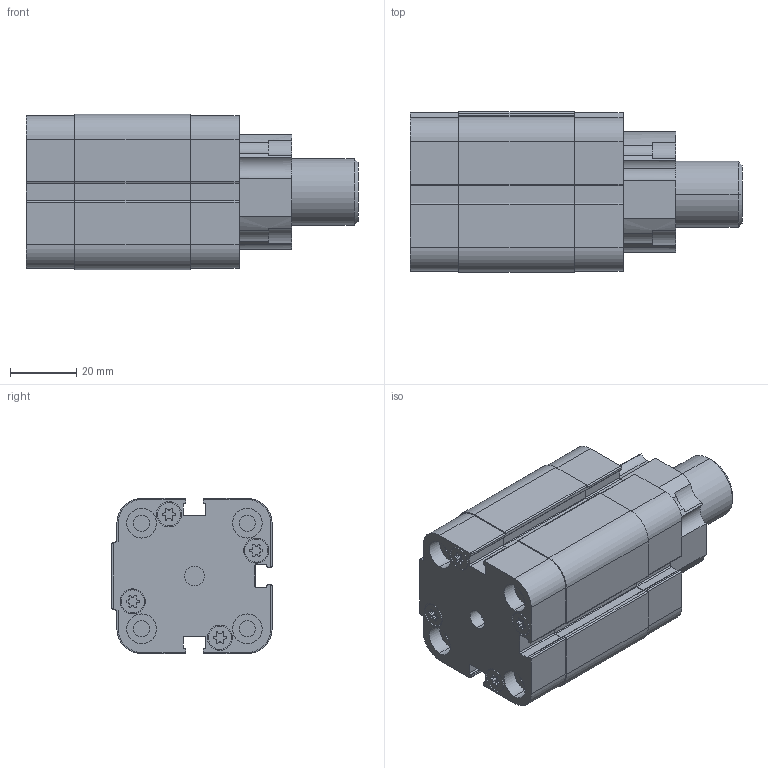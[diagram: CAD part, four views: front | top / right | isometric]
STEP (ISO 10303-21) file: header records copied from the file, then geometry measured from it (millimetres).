
FILE_DESCRIPTION(('HOOPS Exchange Step'),'2;1');
FILE_NAME('export-7DFD2F0C-0954-4A94-8C17-E6628B0C6E52.stp','2023-02-04T15:05:42+01:00',('Engineering'),('Alibre'),'HOOPS Exchange 2021.0','Alibre','Unknown authorisation');
FILE_SCHEMA( ('AP242_MANAGED_MODEL_BASED_3D_ENGINEERING_MIM_LF {1 0 10303 442 1 1 4 }') );
Length unit declared in the file: millimetre
Products named in the file (5): 6248-2 23B0320020XP Ø32mm  20mm stroke Compact Stopper Pneumatic Cilinder.AD_ASMP RODR; 6248-1 23B0320020XP Ø32mm  20mm stroke Compact Stopper Pneumatic Cilinder.AD_ASM CR; 6248-4 23B0320020XP Ø32mm  20mm stroke Compact Stopper Pneumatic Cilinder.AD_ASM BR; 6248-3 23B0320020XP Ø32mm  20mm stroke Compact Stopper Pneumatic Cilinder.AD_ASMP HR; 6248 23B0320020XP Ø32mm  20mm stroke Compact Stopper Pneumatic Cilinder
Assembly tree (4 placements, depth 2):
  6248 23B0320020XP Ø32mm  20mm stroke Compact Stopper Pneumatic Cilinder
    6248-2 23B0320020XP Ø32mm  20mm stroke Compact Stopper Pneumatic Cilinder.AD_ASMP RODR
    6248-1 23B0320020XP Ø32mm  20mm stroke Compact Stopper Pneumatic Cilinder.AD_ASM CR
    6248-4 23B0320020XP Ø32mm  20mm stroke Compact Stopper Pneumatic Cilinder.AD_ASM BR
    6248-3 23B0320020XP Ø32mm  20mm stroke Compact Stopper Pneumatic Cilinder.AD_ASMP HR
Bounding box: 100.5 x 48.5 x 47 mm (x, y, z)
Volume: 133905.9 mm3; surface area: 41505.5 mm2
Topology: 4 solids, 4 shells, 578 faces, 1616 edges, 1072 vertices
Faces by surface type: cylinder 326, plane 246, cone 6
Entity records: 19246 total; most frequent: DIRECTION 3481, CARTESIAN_POINT 3473, ORIENTED_EDGE 3228, EDGE_CURVE 1614, AXIS2_PLACEMENT_3D 1278, VERTEX_POINT 1072, VECTOR 925, LINE 925
